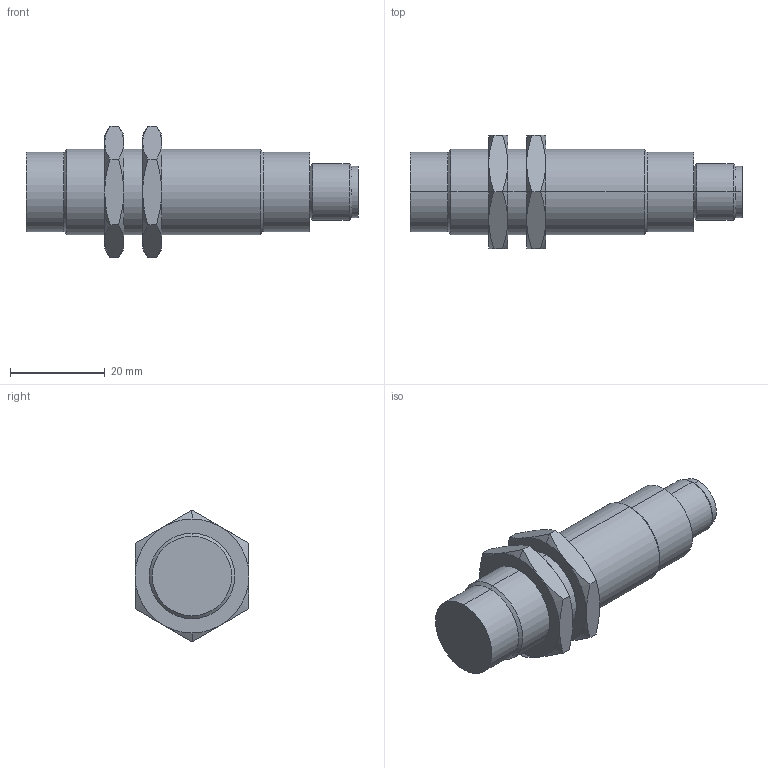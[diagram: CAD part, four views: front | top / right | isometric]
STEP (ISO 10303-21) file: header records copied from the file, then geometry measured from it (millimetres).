
FILE_DESCRIPTION(('starvars output'),'2;1');
FILE_NAME('cv20200403091626000016576.stp','09:16:26 2020/04/03',( 'Thomas Industrial Network Germany GmbH'),( 'Thomas Industrial Network Germany GmbH'),'unknown preprocess','ACIS' ,'unknown authorization');
FILE_SCHEMA(('AUTOMOTIVE_DESIGN_CC2 {UNKNOWN IMPLEMENTATION LEVEL}'));
Length unit declared in the file: millimetre
Products named in the file (1): PRODUCT_ID_1
Bounding box: 70 x 24 x 27.71 mm (x, y, z)
Volume: 17124.2 mm3; surface area: 5553.8 mm2
Topology: 1 solids, 1 shells, 90 faces, 188 edges, 110 vertices
Faces by surface type: cone 40, cylinder 26, plane 24
Entity records: 2615 total; most frequent: CARTESIAN_POINT 382, ORIENTED_EDGE 376, DIRECTION 202, EDGE_CURVE 188, VERTEX_POINT 110, EDGE_LOOP 100, FACE_BOUND 100, STYLED_ITEM 91
